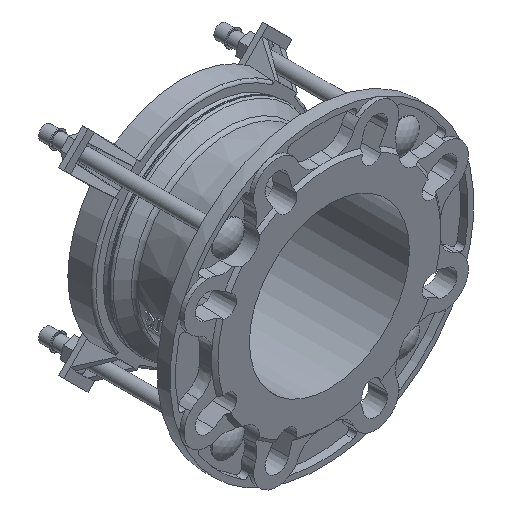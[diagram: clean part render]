
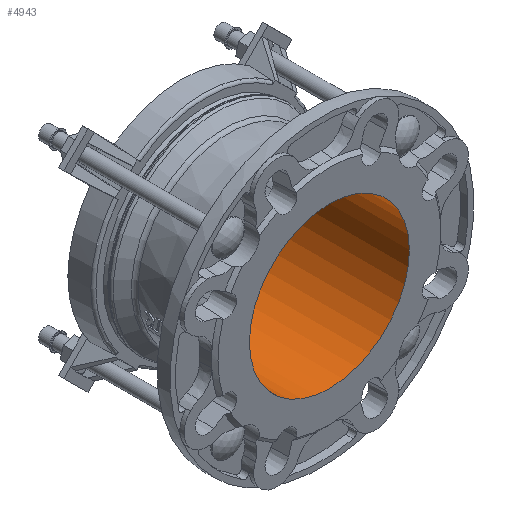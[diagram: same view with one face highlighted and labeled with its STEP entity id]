
A CAD part, isometric view. The second image highlights one B-rep face of the part: STEP entity #4943.
In plain terms, the highlighted cylindrical face has radius 75 mm (diameter 150 mm), a full revolution.
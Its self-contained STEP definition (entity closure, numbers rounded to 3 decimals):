
#244 = EDGE_CURVE ( 'NONE', #13939, #13939, #5474, .T. ) ;
#1519 = EDGE_CURVE ( 'NONE', #13975, #13975, #10194, .T. ) ;
#4297 = ORIENTED_EDGE ( 'NONE', *, *, #244, .F. ) ;
#4298 = ORIENTED_EDGE ( 'NONE', *, *, #1519, .T. ) ;
#4336 = EDGE_LOOP ( 'NONE', ( #4298 ) ) ;
#4345 = EDGE_LOOP ( 'NONE', ( #4297 ) ) ;
#4943 = ADVANCED_FACE ( 'NONE', ( #13875, #13878 ), #13880, .F. ) ;
#5474 = CIRCLE ( 'NONE', #6700, 75. ) ;
#6700 = AXIS2_PLACEMENT_3D ( 'NONE', #7136, #7137, #7138 ) ;
#7136 = CARTESIAN_POINT ( 'NONE',  ( 0., 0., 0. ) ) ;
#7137 = DIRECTION ( 'NONE',  ( 0., 1., 0. ) ) ;
#7138 = DIRECTION ( 'NONE',  ( 0., 0., 1. ) ) ;
#8725 = AXIS2_PLACEMENT_3D ( 'NONE', #11537, #11538, #11539 ) ;
#8951 = AXIS2_PLACEMENT_3D ( 'NONE', #14830, #14831, #14829 ) ;
#10194 = CIRCLE ( 'NONE', #8725, 75. ) ;
#11537 = CARTESIAN_POINT ( 'NONE',  ( 0., 150.05, 0. ) ) ;
#11538 = DIRECTION ( 'NONE',  ( 0., 1., 0. ) ) ;
#11539 = DIRECTION ( 'NONE',  ( 0., 0., 1. ) ) ;
#13875 = FACE_OUTER_BOUND ( 'NONE', #4345, .T. ) ;
#13878 = FACE_OUTER_BOUND ( 'NONE', #4336, .T. ) ;
#13880 = CYLINDRICAL_SURFACE ( 'NONE', #8951, 75. ) ;
#13939 = VERTEX_POINT ( 'NONE', #15158 ) ;
#13975 = VERTEX_POINT ( 'NONE', #15196 ) ;
#14829 = DIRECTION ( 'NONE',  ( 0., 0., 1. ) ) ;
#14830 = CARTESIAN_POINT ( 'NONE',  ( 0., 0., 0. ) ) ;
#14831 = DIRECTION ( 'NONE',  ( 0., 1., 0. ) ) ;
#15158 = CARTESIAN_POINT ( 'NONE',  ( 0., 0., 75. ) ) ;
#15196 = CARTESIAN_POINT ( 'NONE',  ( 0., 150.05, 75. ) ) ;
